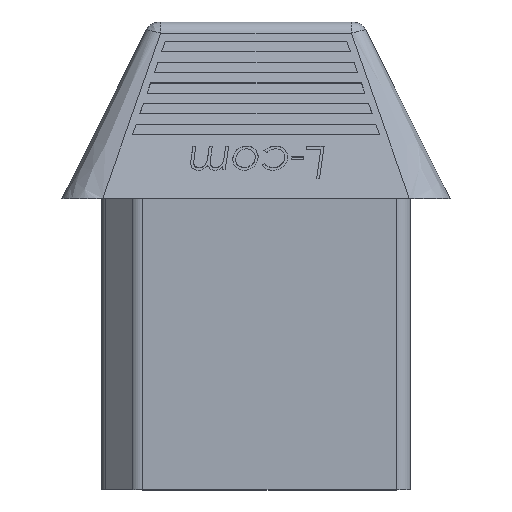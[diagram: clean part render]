
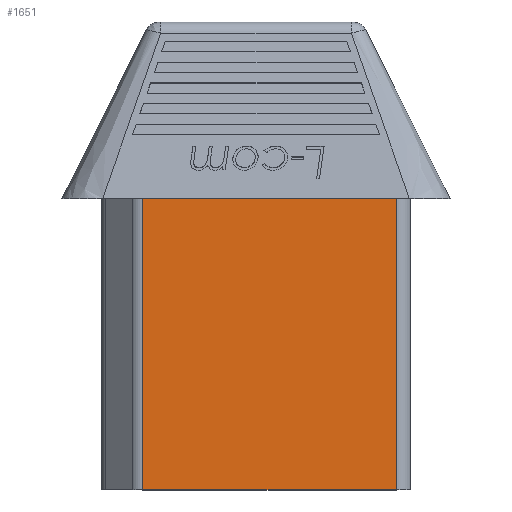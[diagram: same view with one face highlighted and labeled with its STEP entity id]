
A CAD part, top view. The second image highlights one B-rep face of the part: STEP entity #1651.
In plain terms, the highlighted planar face has unit normal (0, 0, 1).
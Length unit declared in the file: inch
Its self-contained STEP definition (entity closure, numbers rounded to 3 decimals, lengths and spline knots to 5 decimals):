
#61 = FACE_OUTER_BOUND ( 'NONE', #1652, .T. ) ;
#62 = CARTESIAN_POINT ( 'NONE',  ( -0.169, -0.413, 0.11 ) ) ;
#63 = LINE ( 'NONE', #62, #87 ) ;
#64 = CARTESIAN_POINT ( 'NONE',  ( 0.199, -0.413, 0.11 ) ) ;
#66 = DIRECTION ( 'NONE',  ( -1., 0., 0. ) ) ;
#67 = DIRECTION ( 'NONE',  ( 0., 0., -1. ) ) ;
#68 = CARTESIAN_POINT ( 'NONE',  ( -0.169, -0.413, 0.11 ) ) ;
#69 = AXIS2_PLACEMENT_3D ( 'NONE', #68, #67, #66 ) ;
#85 = CARTESIAN_POINT ( 'NONE',  ( -0.16072, -0.413, 0.11 ) ) ;
#86 = DIRECTION ( 'NONE',  ( -1., 0., 0. ) ) ;
#87 = VECTOR ( 'NONE', #86, 39.37008 ) ;
#88 = VECTOR ( 'NONE', #91, 39.37008 ) ;
#89 = CARTESIAN_POINT ( 'NONE',  ( -0.16072, -0.413, 0.11 ) ) ;
#90 = LINE ( 'NONE', #89, #88 ) ;
#91 = DIRECTION ( 'NONE',  ( 0., -1., 0. ) ) ;
#92 = PLANE ( 'NONE',  #69 ) ;
#96 = DIRECTION ( 'NONE',  ( 0., 1., 0. ) ) ;
#97 = VECTOR ( 'NONE', #96, 39.37008 ) ;
#98 = CARTESIAN_POINT ( 'NONE',  ( 0.199, -0.413, 0.11 ) ) ;
#99 = LINE ( 'NONE', #98, #97 ) ;
#1651 = ADVANCED_FACE ( 'NONE', ( #61 ), #92, .F. ) ;
#1652 = EDGE_LOOP ( 'NONE', ( #1653, #1657, #1659, #1660 ) ) ;
#1653 = ORIENTED_EDGE ( 'NONE', *, *, #1654, .F. ) ;
#1654 = EDGE_CURVE ( 'NONE', #1655, #1656, #63, .T. ) ;
#1655 = VERTEX_POINT ( 'NONE', #64 ) ;
#1656 = VERTEX_POINT ( 'NONE', #85 ) ;
#1657 = ORIENTED_EDGE ( 'NONE', *, *, #1658, .T. ) ;
#1658 = EDGE_CURVE ( 'NONE', #1655, #2565, #99, .T. ) ;
#1659 = ORIENTED_EDGE ( 'NONE', *, *, #2483, .T. ) ;
#1660 = ORIENTED_EDGE ( 'NONE', *, *, #1661, .T. ) ;
#1661 = EDGE_CURVE ( 'NONE', #2480, #1656, #90, .T. ) ;
#2480 = VERTEX_POINT ( 'NONE', #7770 ) ;
#2483 = EDGE_CURVE ( 'NONE', #2565, #2480, #7766, .T. ) ;
#2565 = VERTEX_POINT ( 'NONE', #10960 ) ;
#7733 = CARTESIAN_POINT ( 'NONE',  ( -0.169, 0., 0.11 ) ) ;
#7755 = VECTOR ( 'NONE', #7765, 39.37008 ) ;
#7765 = DIRECTION ( 'NONE',  ( -1., 0., 0. ) ) ;
#7766 = LINE ( 'NONE', #7733, #7755 ) ;
#7770 = CARTESIAN_POINT ( 'NONE',  ( -0.16072, 0., 0.11 ) ) ;
#10960 = CARTESIAN_POINT ( 'NONE',  ( 0.199, 0., 0.11 ) ) ;
